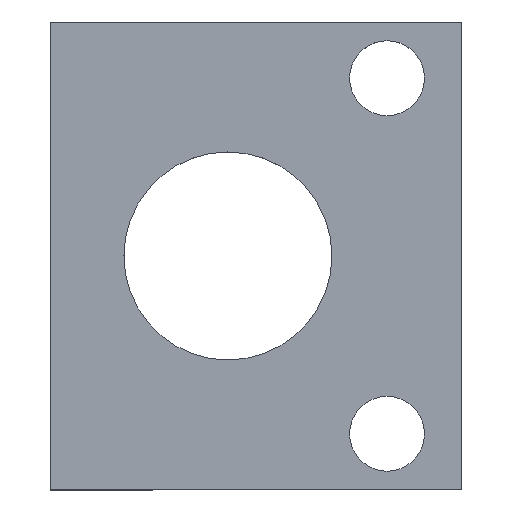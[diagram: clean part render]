
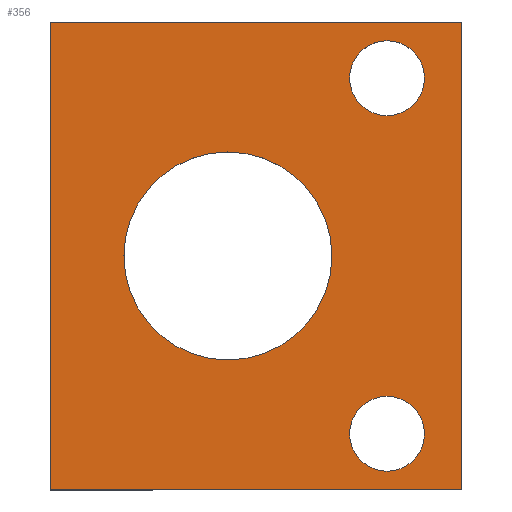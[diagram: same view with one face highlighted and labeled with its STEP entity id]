
A CAD part, top view. The second image highlights one B-rep face of the part: STEP entity #356.
In plain terms, the highlighted planar face has unit normal (0, 0, 1).
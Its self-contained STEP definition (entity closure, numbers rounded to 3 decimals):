
#81=CARTESIAN_POINT('',(18.,-19.0,1.0));
#82=VERTEX_POINT('',#81);
#83=CARTESIAN_POINT('',(14.,-19.0,1.));
#84=DIRECTION('',(0.0,0.0,-1.0));
#85=DIRECTION('',(1.0,0.0,0.0));
#86=AXIS2_PLACEMENT_3D('',#83,#84,#85);
#87=CIRCLE('',#86,4.0);
#88=EDGE_CURVE('',#82,#82,#87,.T.);
#130=CARTESIAN_POINT('',(18.,19.0,1.0));
#131=VERTEX_POINT('',#130);
#132=CARTESIAN_POINT('',(14.,19.0,1.));
#133=DIRECTION('',(0.0,0.0,-1.0));
#134=DIRECTION('',(1.0,0.0,0.0));
#135=AXIS2_PLACEMENT_3D('',#132,#133,#134);
#136=CIRCLE('',#135,4.0);
#137=EDGE_CURVE('',#131,#131,#136,.T.);
#179=CARTESIAN_POINT('',(8.112,0.0,1.0));
#180=VERTEX_POINT('',#179);
#181=CARTESIAN_POINT('',(-3.,0.0,1.));
#182=DIRECTION('',(0.0,0.0,-1.0));
#183=DIRECTION('',(1.0,0.0,0.0));
#184=AXIS2_PLACEMENT_3D('',#181,#182,#183);
#185=CIRCLE('',#184,11.113);
#186=EDGE_CURVE('',#180,#180,#185,.T.);
#245=CARTESIAN_POINT('',(22.,25.0,1.0));
#246=VERTEX_POINT('',#245);
#247=CARTESIAN_POINT('',(22.,-25.,1.0));
#248=VERTEX_POINT('',#247);
#249=CARTESIAN_POINT('',(22.,25.0,1.0));
#250=DIRECTION('',(0.0,-1.0,0.0));
#251=VECTOR('',#250,50.);
#252=LINE('',#249,#251);
#253=EDGE_CURVE('',#246,#248,#252,.T.);
#276=CARTESIAN_POINT('',(-22.,-25.0,1.0));
#277=VERTEX_POINT('',#276);
#278=CARTESIAN_POINT('',(22.,-25.,1.0));
#279=DIRECTION('',(-1.0,0.0,0.0));
#280=VECTOR('',#279,44.);
#281=LINE('',#278,#280);
#282=EDGE_CURVE('',#248,#277,#281,.T.);
#300=CARTESIAN_POINT('',(-22.,25.0,1.0));
#301=VERTEX_POINT('',#300);
#302=CARTESIAN_POINT('',(-22.,-25.0,1.0));
#303=DIRECTION('',(0.0,1.0,0.0));
#304=VECTOR('',#303,50.0);
#305=LINE('',#302,#304);
#306=EDGE_CURVE('',#277,#301,#305,.T.);
#324=CARTESIAN_POINT('',(-22.,25.0,1.0));
#325=DIRECTION('',(1.0,0.0,0.0));
#326=VECTOR('',#325,44.0);
#327=LINE('',#324,#326);
#328=EDGE_CURVE('',#301,#246,#327,.T.);
#336=CARTESIAN_POINT('',(0.,0.,1.0));
#337=DIRECTION('',(0.0,0.0,1.0));
#338=DIRECTION('',(1.0,0.0,0.0));
#339=AXIS2_PLACEMENT_3D('',#336,#337,#338);
#340=PLANE('',#339);
#341=ORIENTED_EDGE('',*,*,#253,.F.);
#342=ORIENTED_EDGE('',*,*,#328,.F.);
#343=ORIENTED_EDGE('',*,*,#306,.F.);
#344=ORIENTED_EDGE('',*,*,#282,.F.);
#345=EDGE_LOOP('',(#341,#342,#343,#344));
#346=FACE_OUTER_BOUND('',#345,.T.);
#347=ORIENTED_EDGE('',*,*,#88,.T.);
#348=EDGE_LOOP('',(#347));
#349=FACE_BOUND('',#348,.T.);
#350=ORIENTED_EDGE('',*,*,#137,.T.);
#351=EDGE_LOOP('',(#350));
#352=FACE_BOUND('',#351,.T.);
#353=ORIENTED_EDGE('',*,*,#186,.T.);
#354=EDGE_LOOP('',(#353));
#355=FACE_BOUND('',#354,.T.);
#356=ADVANCED_FACE('',(#346,#349,#352,#355),#340,.T.);
